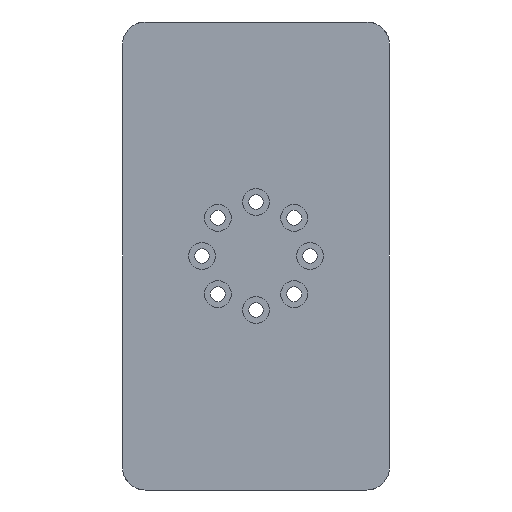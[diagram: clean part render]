
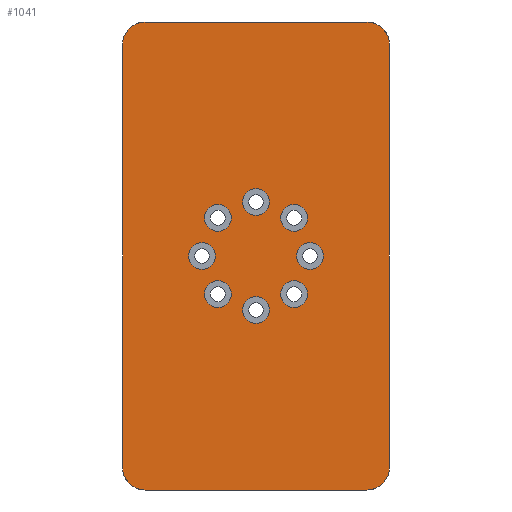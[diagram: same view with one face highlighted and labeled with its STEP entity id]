
A CAD part, front view. The second image highlights one B-rep face of the part: STEP entity #1041.
In plain terms, the highlighted planar face has unit normal (0, -1, 0).
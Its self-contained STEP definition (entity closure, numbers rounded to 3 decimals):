
#18=FACE_BOUND('',#165,.T.);
#19=FACE_BOUND('',#166,.T.);
#20=FACE_BOUND('',#167,.T.);
#21=FACE_BOUND('',#168,.T.);
#22=FACE_BOUND('',#169,.T.);
#23=FACE_BOUND('',#170,.T.);
#24=FACE_BOUND('',#171,.T.);
#25=FACE_BOUND('',#172,.T.);
#56=PLANE('',#1157);
#97=FACE_OUTER_BOUND('',#164,.T.);
#164=EDGE_LOOP('',(#800,#801,#802,#803,#804,#805,#806,#807));
#165=EDGE_LOOP('',(#808));
#166=EDGE_LOOP('',(#809));
#167=EDGE_LOOP('',(#810));
#168=EDGE_LOOP('',(#811));
#169=EDGE_LOOP('',(#812));
#170=EDGE_LOOP('',(#813));
#171=EDGE_LOOP('',(#814));
#172=EDGE_LOOP('',(#815));
#257=LINE('',#1675,#336);
#279=LINE('',#1754,#358);
#281=LINE('',#1760,#360);
#282=LINE('',#1765,#361);
#336=VECTOR('',#1322,1000.);
#358=VECTOR('',#1388,1000.);
#360=VECTOR('',#1394,1000.);
#361=VECTOR('',#1399,1000.);
#431=CIRCLE('',#1158,5.);
#432=CIRCLE('',#1159,5.);
#433=CIRCLE('',#1160,5.);
#434=CIRCLE('',#1161,5.);
#435=CIRCLE('',#1162,2.98);
#436=CIRCLE('',#1163,2.98);
#437=CIRCLE('',#1164,2.98);
#438=CIRCLE('',#1165,2.98);
#439=CIRCLE('',#1166,2.98);
#440=CIRCLE('',#1167,2.98);
#441=CIRCLE('',#1168,2.98);
#442=CIRCLE('',#1169,2.98);
#489=VERTEX_POINT('',#1672);
#490=VERTEX_POINT('',#1674);
#524=VERTEX_POINT('',#1751);
#525=VERTEX_POINT('',#1753);
#526=VERTEX_POINT('',#1757);
#527=VERTEX_POINT('',#1759);
#528=VERTEX_POINT('',#1762);
#529=VERTEX_POINT('',#1764);
#530=VERTEX_POINT('',#1767);
#531=VERTEX_POINT('',#1769);
#532=VERTEX_POINT('',#1771);
#533=VERTEX_POINT('',#1773);
#534=VERTEX_POINT('',#1775);
#535=VERTEX_POINT('',#1777);
#536=VERTEX_POINT('',#1779);
#537=VERTEX_POINT('',#1781);
#595=EDGE_CURVE('',#489,#490,#257,.T.);
#634=EDGE_CURVE('',#525,#524,#279,.T.);
#636=EDGE_CURVE('',#489,#526,#431,.T.);
#637=EDGE_CURVE('',#526,#527,#281,.T.);
#638=EDGE_CURVE('',#527,#525,#432,.T.);
#639=EDGE_CURVE('',#524,#528,#433,.T.);
#640=EDGE_CURVE('',#529,#528,#282,.T.);
#641=EDGE_CURVE('',#529,#490,#434,.T.);
#642=EDGE_CURVE('',#530,#530,#435,.T.);
#643=EDGE_CURVE('',#531,#531,#436,.T.);
#644=EDGE_CURVE('',#532,#532,#437,.T.);
#645=EDGE_CURVE('',#533,#533,#438,.T.);
#646=EDGE_CURVE('',#534,#534,#439,.T.);
#647=EDGE_CURVE('',#535,#535,#440,.T.);
#648=EDGE_CURVE('',#536,#536,#441,.T.);
#649=EDGE_CURVE('',#537,#537,#442,.T.);
#800=ORIENTED_EDGE('',*,*,#595,.F.);
#801=ORIENTED_EDGE('',*,*,#636,.T.);
#802=ORIENTED_EDGE('',*,*,#637,.T.);
#803=ORIENTED_EDGE('',*,*,#638,.T.);
#804=ORIENTED_EDGE('',*,*,#634,.T.);
#805=ORIENTED_EDGE('',*,*,#639,.T.);
#806=ORIENTED_EDGE('',*,*,#640,.F.);
#807=ORIENTED_EDGE('',*,*,#641,.T.);
#808=ORIENTED_EDGE('',*,*,#642,.F.);
#809=ORIENTED_EDGE('',*,*,#643,.F.);
#810=ORIENTED_EDGE('',*,*,#644,.F.);
#811=ORIENTED_EDGE('',*,*,#645,.F.);
#812=ORIENTED_EDGE('',*,*,#646,.F.);
#813=ORIENTED_EDGE('',*,*,#647,.F.);
#814=ORIENTED_EDGE('',*,*,#648,.F.);
#815=ORIENTED_EDGE('',*,*,#649,.F.);
#1041=ADVANCED_FACE('',(#97,#18,#19,#20,#21,#22,#23,#24,#25),#56,.T.);
#1157=AXIS2_PLACEMENT_3D('',#1756,#1390,#1391);
#1158=AXIS2_PLACEMENT_3D('',#1758,#1392,#1393);
#1159=AXIS2_PLACEMENT_3D('',#1761,#1395,#1396);
#1160=AXIS2_PLACEMENT_3D('',#1763,#1397,#1398);
#1161=AXIS2_PLACEMENT_3D('',#1766,#1400,#1401);
#1162=AXIS2_PLACEMENT_3D('',#1768,#1402,#1403);
#1163=AXIS2_PLACEMENT_3D('',#1770,#1404,#1405);
#1164=AXIS2_PLACEMENT_3D('',#1772,#1406,#1407);
#1165=AXIS2_PLACEMENT_3D('',#1774,#1408,#1409);
#1166=AXIS2_PLACEMENT_3D('',#1776,#1410,#1411);
#1167=AXIS2_PLACEMENT_3D('',#1778,#1412,#1413);
#1168=AXIS2_PLACEMENT_3D('',#1780,#1414,#1415);
#1169=AXIS2_PLACEMENT_3D('',#1782,#1416,#1417);
#1322=DIRECTION('',(0.,0.,1.));
#1388=DIRECTION('',(0.,0.,1.));
#1390=DIRECTION('center_axis',(0.,-1.,0.));
#1391=DIRECTION('ref_axis',(1.,0.,0.));
#1392=DIRECTION('center_axis',(0.,-1.,0.));
#1393=DIRECTION('ref_axis',(1.,0.,0.));
#1394=DIRECTION('',(1.,0.,0.));
#1395=DIRECTION('center_axis',(0.,-1.,0.));
#1396=DIRECTION('ref_axis',(1.,0.,0.));
#1397=DIRECTION('center_axis',(0.,-1.,0.));
#1398=DIRECTION('ref_axis',(1.,0.,0.));
#1399=DIRECTION('',(1.,0.,0.));
#1400=DIRECTION('center_axis',(0.,-1.,0.));
#1401=DIRECTION('ref_axis',(1.,0.,0.));
#1402=DIRECTION('center_axis',(0.,-1.,0.));
#1403=DIRECTION('ref_axis',(1.,0.,0.));
#1404=DIRECTION('center_axis',(0.,-1.,0.));
#1405=DIRECTION('ref_axis',(1.,0.,0.));
#1406=DIRECTION('center_axis',(0.,-1.,0.));
#1407=DIRECTION('ref_axis',(1.,0.,0.));
#1408=DIRECTION('center_axis',(0.,-1.,0.));
#1409=DIRECTION('ref_axis',(1.,0.,0.));
#1410=DIRECTION('center_axis',(0.,-1.,0.));
#1411=DIRECTION('ref_axis',(1.,0.,0.));
#1412=DIRECTION('center_axis',(0.,-1.,0.));
#1413=DIRECTION('ref_axis',(1.,0.,0.));
#1414=DIRECTION('center_axis',(0.,-1.,0.));
#1415=DIRECTION('ref_axis',(1.,0.,0.));
#1416=DIRECTION('center_axis',(0.,-1.,0.));
#1417=DIRECTION('ref_axis',(1.,0.,0.));
#1672=CARTESIAN_POINT('',(-29.65,0.,-47.));
#1674=CARTESIAN_POINT('',(-29.65,0.,47.));
#1675=CARTESIAN_POINT('',(-29.65,0.,-52.));
#1751=CARTESIAN_POINT('',(29.65,0.,47.));
#1753=CARTESIAN_POINT('',(29.65,0.,-47.));
#1754=CARTESIAN_POINT('',(29.65,0.,-52.));
#1756=CARTESIAN_POINT('Origin',(-29.65,0.,-52.));
#1757=CARTESIAN_POINT('',(-24.65,0.,-52.));
#1758=CARTESIAN_POINT('Origin',(-24.65,0.,-47.));
#1759=CARTESIAN_POINT('',(24.65,0.,-52.));
#1760=CARTESIAN_POINT('',(-29.65,0.,-52.));
#1761=CARTESIAN_POINT('Origin',(24.65,0.,-47.));
#1762=CARTESIAN_POINT('',(24.65,0.,52.));
#1763=CARTESIAN_POINT('Origin',(24.65,0.,47.));
#1764=CARTESIAN_POINT('',(-24.65,0.,52.));
#1765=CARTESIAN_POINT('',(-29.65,0.,52.));
#1766=CARTESIAN_POINT('Origin',(-24.65,0.,47.));
#1767=CARTESIAN_POINT('',(-11.465,0.,8.485));
#1768=CARTESIAN_POINT('Origin',(-8.485,0.,
8.485));
#1769=CARTESIAN_POINT('',(-2.98,0.,12.));
#1770=CARTESIAN_POINT('Origin',(0.,0.,
12.));
#1771=CARTESIAN_POINT('',(5.505,0.,8.485));
#1772=CARTESIAN_POINT('Origin',(8.485,0.,8.485));
#1773=CARTESIAN_POINT('',(9.02,0.,0.));
#1774=CARTESIAN_POINT('Origin',(12.,0.,0.));
#1775=CARTESIAN_POINT('',(5.505,0.,-8.485));
#1776=CARTESIAN_POINT('Origin',(8.485,0.,-8.485));
#1777=CARTESIAN_POINT('',(-2.98,0.,-12.));
#1778=CARTESIAN_POINT('Origin',(0.,0.,
-12.));
#1779=CARTESIAN_POINT('',(-11.465,0.,-8.485));
#1780=CARTESIAN_POINT('Origin',(-8.485,0.,
-8.485));
#1781=CARTESIAN_POINT('',(-14.98,0.,0.));
#1782=CARTESIAN_POINT('Origin',(-12.,0.,0.));
